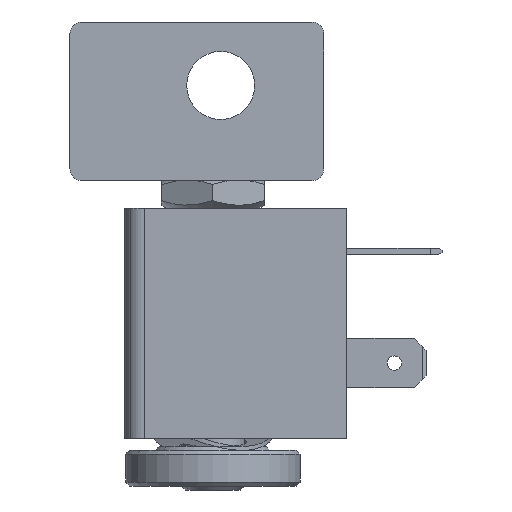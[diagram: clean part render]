
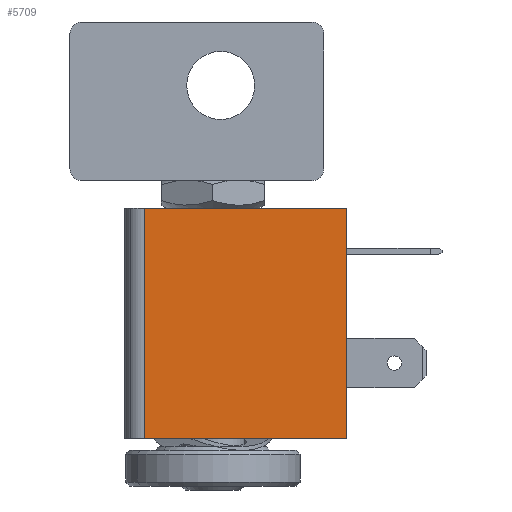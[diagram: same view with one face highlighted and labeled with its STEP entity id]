
A CAD part, left-side view. The second image highlights one B-rep face of the part: STEP entity #5709.
In plain terms, the highlighted face is planar.
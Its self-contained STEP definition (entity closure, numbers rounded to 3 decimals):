
#5652=CARTESIAN_POINT('',(11.15,11.5,14.25));
#5653=VERTEX_POINT('',#5652);
#5661=CARTESIAN_POINT('',(11.15,11.5,-14.75));
#5662=VERTEX_POINT('',#5661);
#5663=CARTESIAN_POINT('',(11.15,11.5,14.25));
#5664=DIRECTION('',(0.0,0.0,-1.0));
#5665=VECTOR('',#5664,29.0);
#5666=LINE('',#5663,#5665);
#5667=EDGE_CURVE('',#5653,#5662,#5666,.T.);
#5679=CARTESIAN_POINT('',(11.15,14.0,-14.75));
#5680=DIRECTION('',(1.0,0.0,0.0));
#5681=DIRECTION('',(0.0,0.0,-1.0));
#5682=AXIS2_PLACEMENT_3D('',#5679,#5680,#5681);
#5683=PLANE('',#5682);
#5684=ORIENTED_EDGE('',*,*,#5667,.F.);
#5685=CARTESIAN_POINT('',(11.15,-14.0,14.25));
#5686=VERTEX_POINT('',#5685);
#5687=CARTESIAN_POINT('',(11.15,11.5,14.25));
#5688=DIRECTION('',(0.0,-1.0,0.0));
#5689=VECTOR('',#5688,25.5);
#5690=LINE('',#5687,#5689);
#5691=EDGE_CURVE('',#5653,#5686,#5690,.T.);
#5692=ORIENTED_EDGE('',*,*,#5691,.T.);
#5693=CARTESIAN_POINT('',(11.15,-14.0,-14.75));
#5694=VERTEX_POINT('',#5693);
#5695=CARTESIAN_POINT('',(11.15,-14.0,-14.75));
#5696=DIRECTION('',(0.0,0.0,1.0));
#5697=VECTOR('',#5696,29.0);
#5698=LINE('',#5695,#5697);
#5699=EDGE_CURVE('',#5694,#5686,#5698,.T.);
#5700=ORIENTED_EDGE('',*,*,#5699,.F.);
#5701=CARTESIAN_POINT('',(11.15,-14.0,-14.75));
#5702=DIRECTION('',(0.0,1.0,0.0));
#5703=VECTOR('',#5702,25.5);
#5704=LINE('',#5701,#5703);
#5705=EDGE_CURVE('',#5694,#5662,#5704,.T.);
#5706=ORIENTED_EDGE('',*,*,#5705,.T.);
#5707=EDGE_LOOP('',(#5684,#5692,#5700,#5706));
#5708=FACE_OUTER_BOUND('',#5707,.T.);
#5709=ADVANCED_FACE('',(#5708),#5683,.T.);
